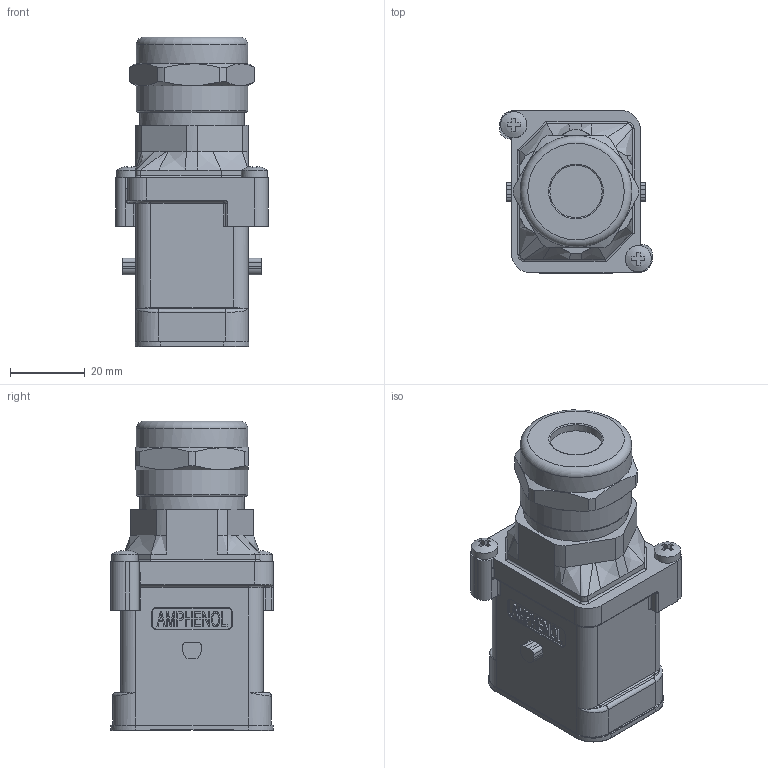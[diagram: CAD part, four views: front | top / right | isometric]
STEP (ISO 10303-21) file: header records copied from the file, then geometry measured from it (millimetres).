
FILE_DESCRIPTION(/* description */ (''),/* implementation_level */ '2;1');
FILE_NAME(/* name */ 'c148 10g006 200 1nxc001-01_214.stp',/* time_stamp */ '2023-01-27T08:51:27+01:00',/* author */ (''),/* organization */ (''),/* preprocessor_version */ 'ST-DEVELOPER v18.1',/* originating_system */ 'SIEMENS PLM Software NX 2000',/* authorisation */ '');
FILE_SCHEMA (('AUTOMOTIVE_DESIGN { 1 0 10303 214 3 1 1 1 }'));
Length unit declared in the file: millimetre
Products named in the file (1): c148 10g006 200 1nxc001-01
Bounding box: 40.8 x 43.5 x 82.7 mm (x, y, z)
Volume: 74370.8 mm3; surface area: 15170.9 mm2
Topology: 1 solids, 12 shells, 694 faces, 1831 edges, 1178 vertices
Faces by surface type: plane 343, cylinder 227, bspline 89, cone 14, extrusion 12, sphere 6, torus 3
Full cylindrical faces by diameter (mm): 3.2 x2, 7 x2, 14 x1, 28 x1, 29.8 x2
Entity records: 27271 total; most frequent: CARTESIAN_POINT 7227, ORIENTED_EDGE 3586, DIRECTION 3115, EDGE_CURVE 1793, VERTEX_POINT 1167, AXIS2_PLACEMENT_3D 1066, VECTOR 983, LINE 971
